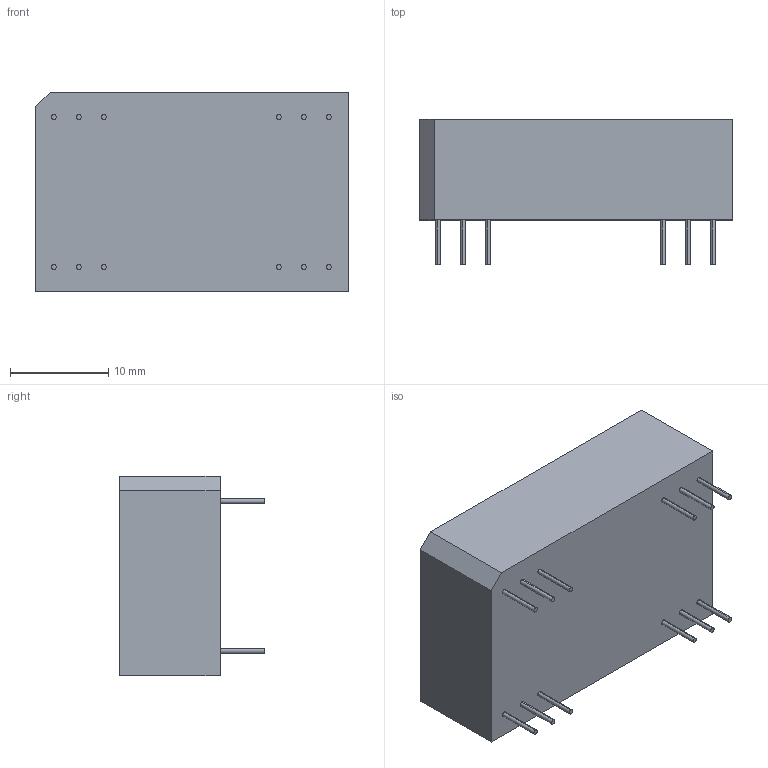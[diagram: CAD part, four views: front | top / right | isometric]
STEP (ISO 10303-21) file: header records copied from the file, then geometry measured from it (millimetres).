
FILE_DESCRIPTION (( 'STEP AP203' ), '1' );
FILE_NAME ('TEM 3N Dual Output.STEP', '2020-11-13T07:13:10', ( '' ), ( '' ), 'SwSTEP 2.0', 'SolidWorks 2020', '' );
FILE_SCHEMA (( 'CONFIG_CONTROL_DESIGN' ));
Length unit declared in the file: millimetre
Products named in the file (1): TEM 3N Dual Output
Bounding box: 31.8 x 14.7 x 20.3 mm (x, y, z)
Volume: 6583.6 mm3; surface area: 2427.5 mm2
Topology: 1 solids, 1 shells, 43 faces, 87 edges, 58 vertices
Faces by surface type: cylinder 24, plane 19
Entity records: 1226 total; most frequent: DIRECTION 223, CARTESIAN_POINT 189, ORIENTED_EDGE 174, AXIS2_PLACEMENT_3D 92, EDGE_CURVE 87, VERTEX_POINT 58, EDGE_LOOP 55, CIRCLE 48
